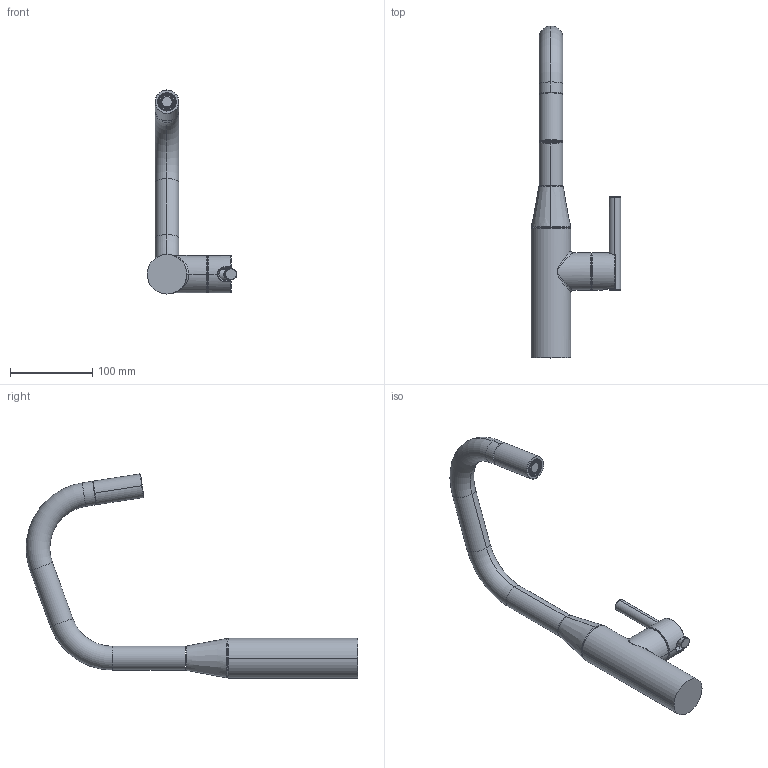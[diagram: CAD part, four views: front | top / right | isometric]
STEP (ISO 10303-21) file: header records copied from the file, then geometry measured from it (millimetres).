
FILE_DESCRIPTION((''),'2;1');
FILE_NAME('1400-5113','2021-04-07T14:15:33',('jinson.thomas'),(''),'CREO PARAMETRIC BY PTC INC, 2018400','CREO PARAMETRIC BY PTC INC, 2018400','');
FILE_SCHEMA(('CONFIG_CONTROL_DESIGN'));
Length unit declared in the file: inch
Products named in the file (1): 1400-5113
Bounding box: 109.19 x 404.2 x 248.55 mm (x, y, z)
Volume: 738437.1 mm3; surface area: 90445.3 mm2
Topology: 3 solids, 3 shells, 276 faces, 685 edges, 424 vertices
Faces by surface type: plane 122, cylinder 86, torus 28, cone 22, bspline 14, sphere 4
Entity records: 11068 total; most frequent: CARTESIAN_POINT 4708, ORIENTED_EDGE 1370, DIRECTION 1289, EDGE_CURVE 685, AXIS2_PLACEMENT_3D 542, VERTEX_POINT 424, EDGE_LOOP 285, CIRCLE 280
